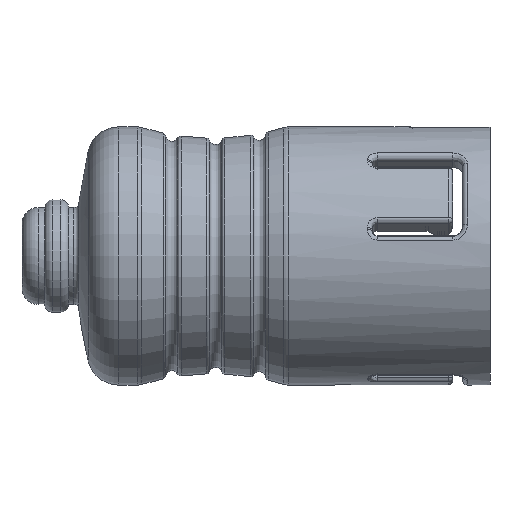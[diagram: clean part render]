
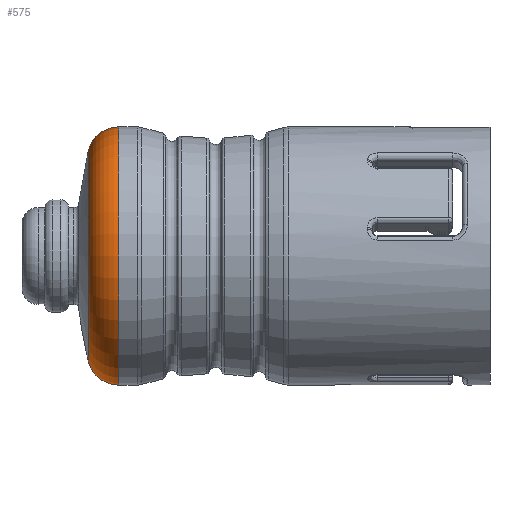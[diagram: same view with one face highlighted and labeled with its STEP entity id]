
A CAD part, front view. The second image highlights one B-rep face of the part: STEP entity #575.
In plain terms, the highlighted toroidal (fillet/blend) face has major radius 6.047 mm and minor radius 1.953 mm.
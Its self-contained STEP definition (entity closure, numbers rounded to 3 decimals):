
#130=TOROIDAL_SURFACE('',#8695,6.047,1.953);
#480=FACE_BOUND('',#1897,.T.);
#481=FACE_BOUND('',#1898,.T.);
#575=ADVANCED_FACE('',(#480,#481),#130,.T.);
#1897=EDGE_LOOP('',(#3251));
#1898=EDGE_LOOP('',(#3252));
#2514=CIRCLE('',#8692,8.);
#2515=CIRCLE('',#8694,6.5);
#3251=ORIENTED_EDGE('',*,*,#6434,.F.);
#3252=ORIENTED_EDGE('',*,*,#6433,.T.);
#5690=VERTEX_POINT('',#13669);
#5691=VERTEX_POINT('',#13672);
#6433=EDGE_CURVE('',#5690,#5690,#2514,.T.);
#6434=EDGE_CURVE('',#5691,#5691,#2515,.T.);
#8692=AXIS2_PLACEMENT_3D('',#13668,#9897,#9898);
#8694=AXIS2_PLACEMENT_3D('',#13671,#9901,#9902);
#8695=AXIS2_PLACEMENT_3D('',#13673,#9903,#9904);
#9897=DIRECTION('',(-1.,0.,0.));
#9898=DIRECTION('',(0.,0.,1.));
#9901=DIRECTION('',(-1.,0.,0.));
#9902=DIRECTION('',(0.,0.,1.));
#9903=DIRECTION('',(-1.,0.,0.));
#9904=DIRECTION('',(0.,0.,1.));
#13668=CARTESIAN_POINT('',(5.827,0.,0.));
#13669=CARTESIAN_POINT('',(5.827,0.,8.));
#13671=CARTESIAN_POINT('',(3.927,0.,0.));
#13672=CARTESIAN_POINT('',(3.927,0.,6.5));
#13673=CARTESIAN_POINT('',(5.827,0.,0.));
